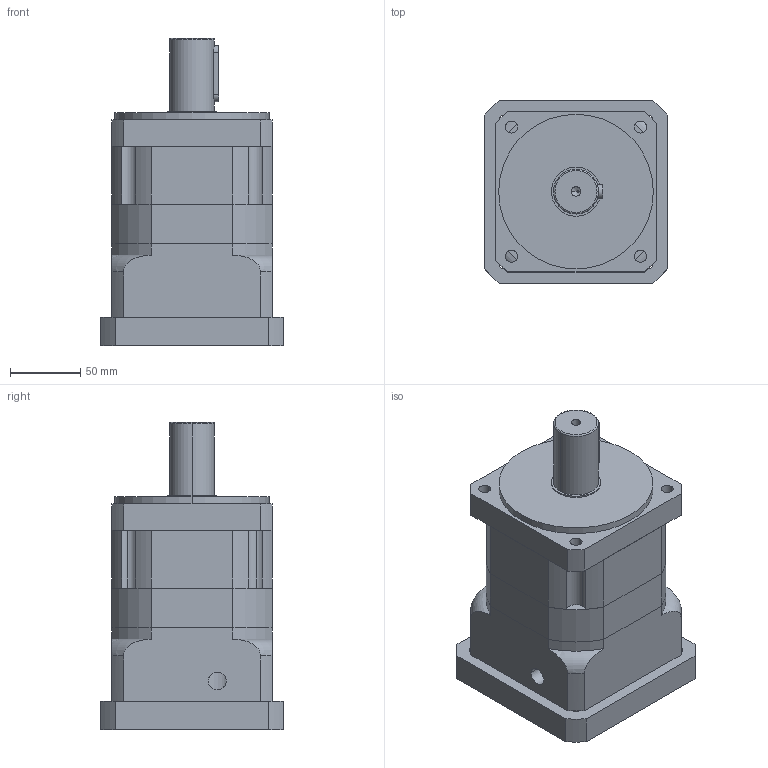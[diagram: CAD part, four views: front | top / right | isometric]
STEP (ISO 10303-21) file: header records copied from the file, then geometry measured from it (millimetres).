
FILE_DESCRIPTION (( 'STEP AP214' ), '1' );
FILE_NAME ('DA120-PX-L2-XX-22-110-145-M8_2019.STEP', '2019-03-13T05:15:47', ( 'Y' ), ( 'NCU' ), 'SwSTEP 2.0', 'SolidWorks 2016', '' );
FILE_SCHEMA (( 'AUTOMOTIVE_DESIGN' ));
Length unit declared in the file: millimetre
Products named in the file (1): DA120-PX-L2-XX-22-110-145-M8_2019
Bounding box: 130 x 130 x 218.5 mm (x, y, z)
Volume: 1933240.1 mm3; surface area: 230712.4 mm2
Topology: 4 solids, 8 shells, 276 faces, 649 edges, 418 vertices
Faces by surface type: cylinder 143, plane 109, cone 18, torus 6
Entity records: 9438 total; most frequent: CARTESIAN_POINT 1794, DIRECTION 1484, ORIENTED_EDGE 1278, EDGE_CURVE 639, AXIS2_PLACEMENT_3D 584, VERTEX_POINT 418, EDGE_LOOP 335, VECTOR 316
